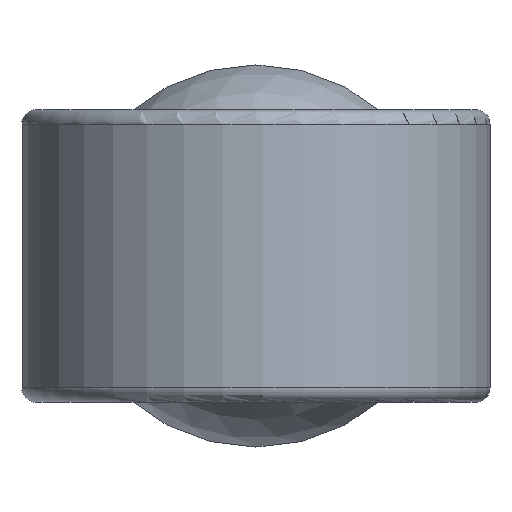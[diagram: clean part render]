
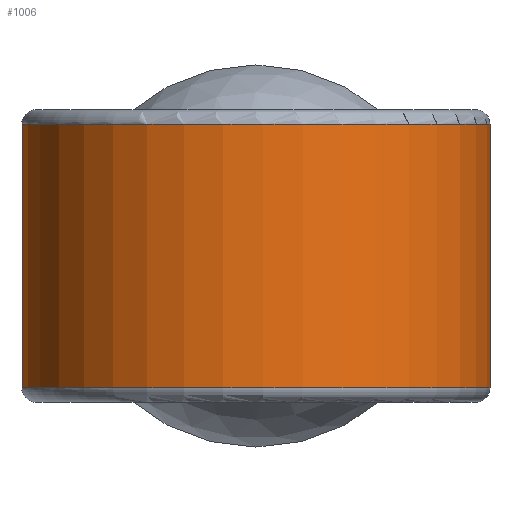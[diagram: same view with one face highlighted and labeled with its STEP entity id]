
A CAD part, front view. The second image highlights one B-rep face of the part: STEP entity #1006.
In plain terms, the highlighted cylindrical face has radius 16 mm (diameter 32 mm), a partial arc.
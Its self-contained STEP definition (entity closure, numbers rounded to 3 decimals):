
#380 = VERTEX_POINT('',#381);
#381 = CARTESIAN_POINT('',(-4.103,-29.535,9.));
#452 = EDGE_CURVE('',#380,#453,#455,.T.);
#453 = VERTEX_POINT('',#454);
#454 = CARTESIAN_POINT('',(-4.103,-29.535,-9.));
#455 = ( BOUNDED_CURVE() B_SPLINE_CURVE(14,(#456,#457,#458,#459,#460,
    #461,#462,#463,#464,#465,#466,#467,#468,#469,#470,#471,#472,#473,
    #474,#475,#476,#477,#478,#479,#480,#481,#482,#483,#484,#485,#486,
    #487,#488,#489,#490,#491,#492,#493,#494,#495,#496),.UNSPECIFIED.,.F.
,.F.) B_SPLINE_CURVE_WITH_KNOTS((15,13,13,15),(17.765,
23.43,28.942,40.12),.UNSPECIFIED.) CURVE() 
GEOMETRIC_REPRESENTATION_ITEM() RATIONAL_B_SPLINE_CURVE((1.,1.,1.,1.,1.,
    1.,1.,1.,1.,1.,1.,
    1.,1.,1.,1.,1.,1.,
    1.,1.,1.,1.,
    1.,1.,1.,1.,
    1.,1.,1.,1.,1.,1.,1.
    ,1.,1.,1.,1.,
    1.,1.,1.,1.,1.)) 
REPRESENTATION_ITEM('') );
#456 = CARTESIAN_POINT('',(-4.103,-29.535,9.));
#457 = CARTESIAN_POINT('',(-4.528,-29.648,
    8.781));
#458 = CARTESIAN_POINT('',(-4.929,-29.768,
    8.545));
#459 = CARTESIAN_POINT('',(-5.306,-29.892,8.293
    ));
#460 = CARTESIAN_POINT('',(-5.659,-30.02,
    8.031));
#461 = CARTESIAN_POINT('',(-5.995,-30.151,
    7.754));
#462 = CARTESIAN_POINT('',(-6.31,-30.283,7.467)
  );
#463 = CARTESIAN_POINT('',(-6.603,-30.413,
    7.174));
#464 = CARTESIAN_POINT('',(-6.877,-30.543,6.873
    ));
#465 = CARTESIAN_POINT('',(-7.137,-30.671,
    6.563));
#466 = CARTESIAN_POINT('',(-7.38,-30.796,
    6.246));
#467 = CARTESIAN_POINT('',(-7.604,-30.917,
    5.926));
#468 = CARTESIAN_POINT('',(-7.815,-31.035,
    5.598));
#469 = CARTESIAN_POINT('',(-8.01,-31.148,
    5.265));
#470 = CARTESIAN_POINT('',(-8.366,-31.36,4.598)
  );
#471 = CARTESIAN_POINT('',(-8.527,-31.459,
    4.264));
#472 = CARTESIAN_POINT('',(-8.674,-31.553,
    3.925));
#473 = CARTESIAN_POINT('',(-8.808,-31.64,3.583));
#474 = CARTESIAN_POINT('',(-8.929,-31.72,
    3.236));
#475 = CARTESIAN_POINT('',(-9.036,-31.794,
    2.886));
#476 = CARTESIAN_POINT('',(-9.129,-31.859,
    2.533));
#477 = CARTESIAN_POINT('',(-9.21,-31.916,
    2.176));
#478 = CARTESIAN_POINT('',(-9.277,-31.964,
    1.817));
#479 = CARTESIAN_POINT('',(-9.331,-32.002,
    1.456));
#480 = CARTESIAN_POINT('',(-9.371,-32.032,
    1.093));
#481 = CARTESIAN_POINT('',(-9.398,-32.051,
    0.729));
#482 = CARTESIAN_POINT('',(-9.412,-32.061,
    0.364));
#483 = CARTESIAN_POINT('',(-9.412,-32.061,
    -0.739));
#484 = CARTESIAN_POINT('',(-9.357,-32.021,
    -1.478));
#485 = CARTESIAN_POINT('',(-9.243,-31.938,
    -2.219));
#486 = CARTESIAN_POINT('',(-9.09,-31.829,
    -2.911));
#487 = CARTESIAN_POINT('',(-8.835,-31.647,
    -3.728));
#488 = CARTESIAN_POINT('',(-8.619,-31.511,
    -4.22));
#489 = CARTESIAN_POINT('',(-8.228,-31.243,
    -5.163));
#490 = CARTESIAN_POINT('',(-7.877,-31.054,
    -5.592));
#491 = CARTESIAN_POINT('',(-7.431,-30.788,
    -6.364));
#492 = CARTESIAN_POINT('',(-6.915,-30.534,
    -6.921));
#493 = CARTESIAN_POINT('',(-6.343,-30.27,
    -7.521));
#494 = CARTESIAN_POINT('',(-5.687,-30.008,
    -8.067));
#495 = CARTESIAN_POINT('',(-4.94,-29.757,
    -8.569));
#496 = CARTESIAN_POINT('',(-4.103,-29.535,-9.));
#924 = VERTEX_POINT('',#925);
#925 = CARTESIAN_POINT('',(16.,-45.,-9.));
#932 = EDGE_CURVE('',#924,#933,#935,.T.);
#933 = VERTEX_POINT('',#934);
#934 = CARTESIAN_POINT('',(16.,-45.,9.));
#935 = LINE('',#936,#937);
#936 = CARTESIAN_POINT('',(16.,-45.,-10.));
#937 = VECTOR('',#938,1.);
#938 = DIRECTION('',(0.,0.,1.));
#978 = EDGE_CURVE('',#380,#933,#979,.T.);
#979 = CIRCLE('',#980,16.);
#980 = AXIS2_PLACEMENT_3D('',#981,#982,#983);
#981 = CARTESIAN_POINT('',(0.,-45.,9.));
#982 = DIRECTION('',(0.,0.,1.));
#983 = DIRECTION('',(1.,0.,0.));
#1006 = ADVANCED_FACE('',(#1007),#1019,.T.);
#1007 = FACE_BOUND('',#1008,.F.);
#1008 = EDGE_LOOP('',(#1009,#1016,#1017,#1018));
#1009 = ORIENTED_EDGE('',*,*,#1010,.F.);
#1010 = EDGE_CURVE('',#453,#924,#1011,.T.);
#1011 = CIRCLE('',#1012,16.);
#1012 = AXIS2_PLACEMENT_3D('',#1013,#1014,#1015);
#1013 = CARTESIAN_POINT('',(0.,-45.,-9.));
#1014 = DIRECTION('',(0.,0.,1.));
#1015 = DIRECTION('',(1.,0.,0.));
#1016 = ORIENTED_EDGE('',*,*,#452,.F.);
#1017 = ORIENTED_EDGE('',*,*,#978,.T.);
#1018 = ORIENTED_EDGE('',*,*,#932,.F.);
#1019 = CYLINDRICAL_SURFACE('',#1020,16.);
#1020 = AXIS2_PLACEMENT_3D('',#1021,#1022,#1023);
#1021 = CARTESIAN_POINT('',(0.,-45.,-10.));
#1022 = DIRECTION('',(-0.,-0.,-1.));
#1023 = DIRECTION('',(1.,0.,0.));
